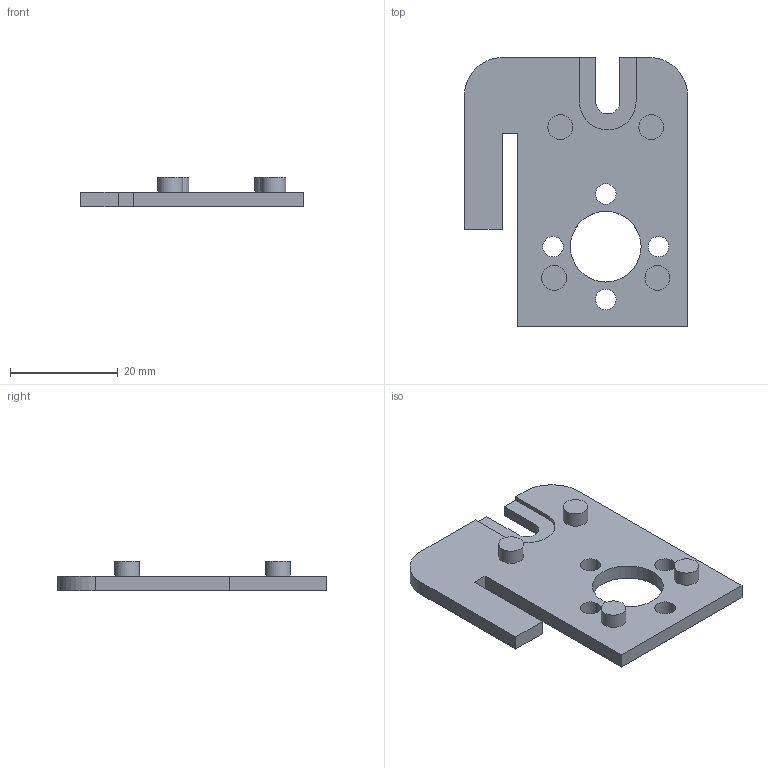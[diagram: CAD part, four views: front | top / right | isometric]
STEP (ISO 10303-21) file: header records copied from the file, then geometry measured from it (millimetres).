
FILE_DESCRIPTION(/* description */ (''),/* implementation_level */ '2;1');
FILE_NAME(/* name */ 'sled_front.step',/* time_stamp */ '2020-11-03T09:09:34-08:00',/* author */ (''),/* organization */ (''),/* preprocessor_version */ 'ST-DEVELOPER v18.1',/* originating_system */ 'Autodesk Translation Framework v9.3.0.1241',/* authorisation */ '');
FILE_SCHEMA (('AUTOMOTIVE_DESIGN { 1 0 10303 214 3 1 1 }'));
Length unit declared in the file: millimetre
Products named in the file (2): PlungerSled; PrintedSled
Assembly tree (1 placements, depth 2):
  PlungerSled
    PrintedSled
Bounding box: 41.33 x 49.83 x 5.5 mm (x, y, z)
Volume: 4483.7 mm3; surface area: 4215.3 mm2
Topology: 1 solids, 1 shells, 33 faces, 81 edges, 54 vertices
Faces by surface type: plane 20, cylinder 13
Full cylindrical faces by diameter (mm): 3.81 x4, 4.6 x4, 13.1 x1
Entity records: 1061 total; most frequent: DIRECTION 179, CARTESIAN_POINT 171, ORIENTED_EDGE 162, EDGE_CURVE 81, AXIS2_PLACEMENT_3D 62, LINE 55, VECTOR 55, VERTEX_POINT 54
